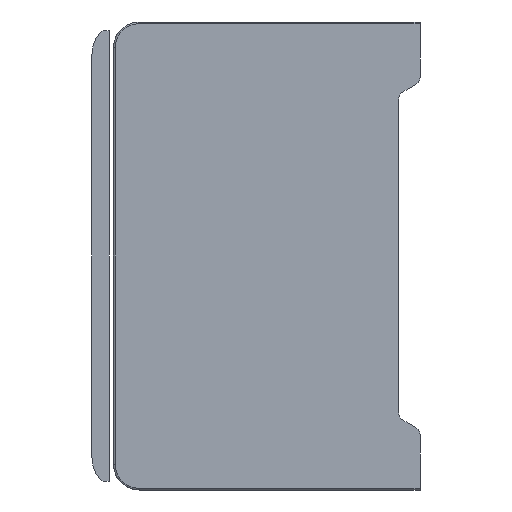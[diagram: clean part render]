
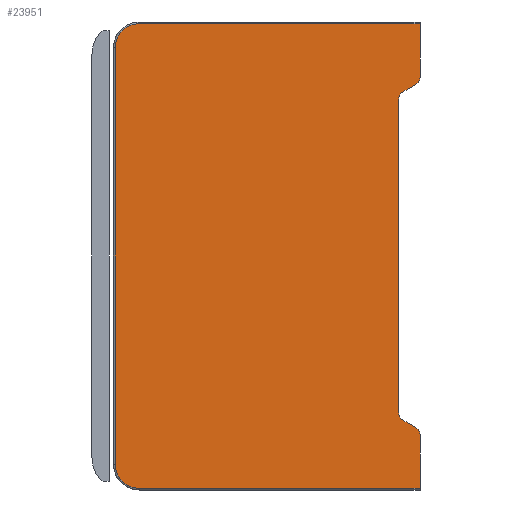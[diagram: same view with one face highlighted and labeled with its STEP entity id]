
A CAD part, left-side view. The second image highlights one B-rep face of the part: STEP entity #23951.
In plain terms, the highlighted planar face has unit normal (-1, 0, 0).
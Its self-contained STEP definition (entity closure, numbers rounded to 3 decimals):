
#4814=DIRECTION('',(0.,-0.866,-0.5));
#4815=VECTOR('',#4814,1.732);
#4816=CARTESIAN_POINT('',(-102.,2.,-19.095));
#4817=LINE('',#4816,#4815);
#4818=CARTESIAN_POINT('',(-102.,1.,-20.827));
#4819=DIRECTION('',(1.,0.,0.));
#4820=DIRECTION('',(0.,-0.5,0.866));
#4821=AXIS2_PLACEMENT_3D('',#4818,#4819,#4820);
#4823=DIRECTION('',(0.,0.,-1.));
#4824=VECTOR('',#4823,6.223);
#4825=CARTESIAN_POINT('',(-102.,0.,-20.827));
#4826=LINE('',#4825,#4824);
#4827=DIRECTION('',(0.,1.,0.));
#4828=VECTOR('',#4827,32.7);
#4829=CARTESIAN_POINT('',(-102.,0.,-27.05));
#4830=LINE('',#4829,#4828);
#4831=CARTESIAN_POINT('',(-102.,32.7,-24.25));
#4832=DIRECTION('',(1.,0.,0.));
#4833=DIRECTION('',(0.,0.,-1.));
#4834=AXIS2_PLACEMENT_3D('',#4831,#4832,#4833);
#4836=CARTESIAN_POINT('',(-102.,32.7,24.25));
#4837=DIRECTION('',(1.,0.,0.));
#4838=DIRECTION('',(0.,1.,0.));
#4839=AXIS2_PLACEMENT_3D('',#4836,#4837,#4838);
#4841=DIRECTION('',(0.,-1.,0.));
#4842=VECTOR('',#4841,32.7);
#4843=CARTESIAN_POINT('',(-102.,32.7,27.05));
#4844=LINE('',#4843,#4842);
#4845=DIRECTION('',(0.,0.,-1.));
#4846=VECTOR('',#4845,6.223);
#4847=CARTESIAN_POINT('',(-102.,0.,27.05));
#4848=LINE('',#4847,#4846);
#4849=CARTESIAN_POINT('',(-102.,1.,20.827));
#4850=DIRECTION('',(1.,0.,0.));
#4851=DIRECTION('',(0.,-1.,0.));
#4852=AXIS2_PLACEMENT_3D('',#4849,#4850,#4851);
#4854=DIRECTION('',(0.,0.866,-0.5));
#4855=VECTOR('',#4854,1.732);
#4856=CARTESIAN_POINT('',(-102.,0.5,19.961));
#4857=LINE('',#4856,#4855);
#4858=CARTESIAN_POINT('',(-102.,1.5,18.229));
#4859=DIRECTION('',(-1.,0.,0.));
#4860=DIRECTION('',(0.,0.5,0.866));
#4861=AXIS2_PLACEMENT_3D('',#4858,#4859,#4860);
#4863=DIRECTION('',(0.,0.,-1.));
#4864=VECTOR('',#4863,36.459);
#4865=CARTESIAN_POINT('',(-102.,2.5,18.229));
#4866=LINE('',#4865,#4864);
#4867=CARTESIAN_POINT('',(-102.,1.5,-18.229));
#4868=DIRECTION('',(-1.,0.,0.));
#4869=DIRECTION('',(0.,1.,0.));
#4870=AXIS2_PLACEMENT_3D('',#4867,#4868,#4869);
#4877=DIRECTION('',(0.,0.,-1.));
#4878=VECTOR('',#4877,48.5);
#4879=CARTESIAN_POINT('',(-102.,35.5,24.25));
#4880=LINE('',#4879,#4878);
#13825=CARTESIAN_POINT('',(-102.,0.,27.05));
#13826=CARTESIAN_POINT('',(-102.,0.,20.827));
#13827=VERTEX_POINT('',#13825);
#13828=VERTEX_POINT('',#13826);
#13889=CARTESIAN_POINT('',(-102.,0.5,19.961));
#13891=VERTEX_POINT('',#13889);
#13893=CARTESIAN_POINT('',(-102.,2.,19.095));
#13895=VERTEX_POINT('',#13893);
#13897=CARTESIAN_POINT('',(-102.,2.5,18.229));
#13899=VERTEX_POINT('',#13897);
#13917=CARTESIAN_POINT('',(-102.,2.5,-18.229));
#13919=VERTEX_POINT('',#13917);
#14568=CARTESIAN_POINT('',(-102.,0.,-27.05));
#14569=VERTEX_POINT('',#14568);
#14570=CARTESIAN_POINT('',(-102.,0.,-20.827));
#14571=VERTEX_POINT('',#14570);
#14688=CARTESIAN_POINT('',(-102.,32.7,-27.05));
#14689=VERTEX_POINT('',#14688);
#14692=CARTESIAN_POINT('',(-102.,35.5,-24.25));
#14693=VERTEX_POINT('',#14692);
#14975=CARTESIAN_POINT('',(-102.,32.7,27.05));
#14976=VERTEX_POINT('',#14975);
#14977=CARTESIAN_POINT('',(-102.,35.5,24.25));
#14978=VERTEX_POINT('',#14977);
#14979=CARTESIAN_POINT('',(-102.,2.,-19.095));
#14980=CARTESIAN_POINT('',(-102.,0.5,-19.961));
#14981=VERTEX_POINT('',#14979);
#14982=VERTEX_POINT('',#14980);
#23929=CARTESIAN_POINT('',(-102.,17.75,0.));
#23930=DIRECTION('',(1.,0.,0.));
#23931=DIRECTION('',(0.,0.,-1.));
#23932=AXIS2_PLACEMENT_3D('',#23929,#23930,#23931);
#23933=PLANE('',#23932);
#23934=ORIENTED_EDGE('',*,*,#19435,.T.);
#23935=ORIENTED_EDGE('',*,*,#19450,.T.);
#23936=ORIENTED_EDGE('',*,*,#19466,.T.);
#23937=ORIENTED_EDGE('',*,*,#19505,.T.);
#23938=ORIENTED_EDGE('',*,*,#19519,.T.);
#23940=ORIENTED_EDGE('',*,*,#23939,.F.);
#23941=ORIENTED_EDGE('',*,*,#23909,.T.);
#23942=ORIENTED_EDGE('',*,*,#23922,.T.);
#23943=ORIENTED_EDGE('',*,*,#19297,.T.);
#23944=ORIENTED_EDGE('',*,*,#19336,.T.);
#23945=ORIENTED_EDGE('',*,*,#19351,.T.);
#23946=ORIENTED_EDGE('',*,*,#19366,.T.);
#23947=ORIENTED_EDGE('',*,*,#19381,.T.);
#23948=ORIENTED_EDGE('',*,*,#19420,.T.);
#23949=EDGE_LOOP('',(#23934,#23935,#23936,#23937,#23938,#23940,#23941,#23942,
#23943,#23944,#23945,#23946,#23947,#23948));
#23950=FACE_OUTER_BOUND('',#23949,.F.);
#23951=ADVANCED_FACE('',(#23950),#23933,.F.);
#4822=CIRCLE('',#4821,1.);
#4835=CIRCLE('',#4834,2.8);
#4840=CIRCLE('',#4839,2.8);
#4853=CIRCLE('',#4852,1.);
#4862=CIRCLE('',#4861,1.);
#4871=CIRCLE('',#4870,1.);
#19297=EDGE_CURVE('',#13827,#13828,#4848,.T.);
#19336=EDGE_CURVE('',#13828,#13891,#4853,.T.);
#19351=EDGE_CURVE('',#13891,#13895,#4857,.T.);
#19366=EDGE_CURVE('',#13895,#13899,#4862,.T.);
#19381=EDGE_CURVE('',#13899,#13919,#4866,.T.);
#19420=EDGE_CURVE('',#13919,#14981,#4871,.T.);
#19435=EDGE_CURVE('',#14981,#14982,#4817,.T.);
#19450=EDGE_CURVE('',#14982,#14571,#4822,.T.);
#19466=EDGE_CURVE('',#14571,#14569,#4826,.T.);
#19505=EDGE_CURVE('',#14569,#14689,#4830,.T.);
#19519=EDGE_CURVE('',#14689,#14693,#4835,.T.);
#23909=EDGE_CURVE('',#14978,#14976,#4840,.T.);
#23922=EDGE_CURVE('',#14976,#13827,#4844,.T.);
#23939=EDGE_CURVE('',#14978,#14693,#4880,.T.);
